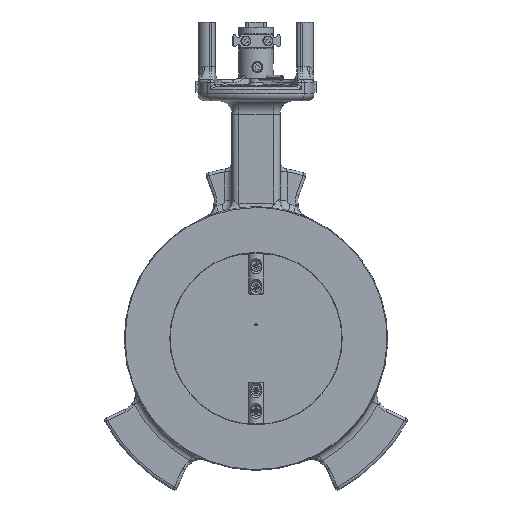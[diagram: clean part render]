
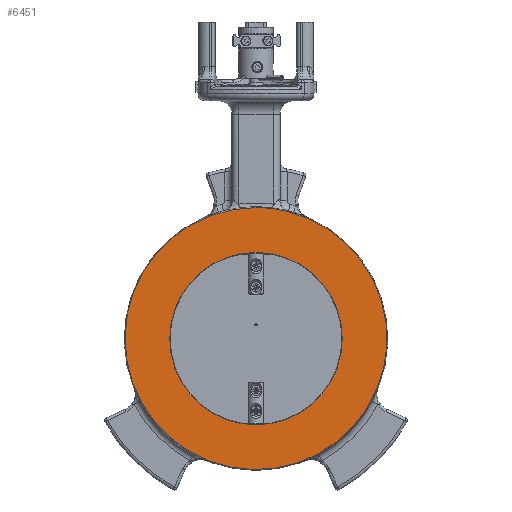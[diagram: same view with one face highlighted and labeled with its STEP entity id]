
A CAD part, left-side view. The second image highlights one B-rep face of the part: STEP entity #6451.
In plain terms, the highlighted planar face has unit normal (-1, 0, 0).
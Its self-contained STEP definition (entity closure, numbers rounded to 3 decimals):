
#5200=PLANE('',#25773);
#6451=ADVANCED_FACE('',(#8155,#8156),#5200,.T.);
#8155=FACE_BOUND('',#10068,.T.);
#8156=FACE_BOUND('',#10069,.T.);
#10068=EDGE_LOOP('',(#14325));
#10069=EDGE_LOOP('',(#14326));
#14325=ORIENTED_EDGE('',*,*,#20101,.F.);
#14326=ORIENTED_EDGE('',*,*,#20107,.F.);
#17598=VERTEX_POINT('',#35893);
#17604=VERTEX_POINT('',#35907);
#20101=EDGE_CURVE('',#17598,#17598,#22845,.T.);
#20107=EDGE_CURVE('',#17604,#17604,#22851,.T.);
#22845=CIRCLE('',#25089,94.964);
#22851=CIRCLE('',#25097,62.5);
#25089=AXIS2_PLACEMENT_3D('',#35892,#29281,#29282);
#25097=AXIS2_PLACEMENT_3D('',#35906,#29297,#29298);
#25773=AXIS2_PLACEMENT_3D('',#41538,#30971,#30972);
#29281=DIRECTION('',(1.,0.,0.));
#29282=DIRECTION('',(0.,0.,1.));
#29297=DIRECTION('',(-1.,0.,0.));
#29298=DIRECTION('',(0.,0.,1.));
#30971=DIRECTION('',(-1.,0.,0.));
#30972=DIRECTION('',(0.,0.,1.));
#35892=CARTESIAN_POINT('',(-20.,0.,-71.5));
#35893=CARTESIAN_POINT('',(-20.,0.,23.464));
#35906=CARTESIAN_POINT('',(-20.,0.,-71.5));
#35907=CARTESIAN_POINT('',(-20.,0.,-9.));
#41538=CARTESIAN_POINT('',(-20.,200.,71.));
